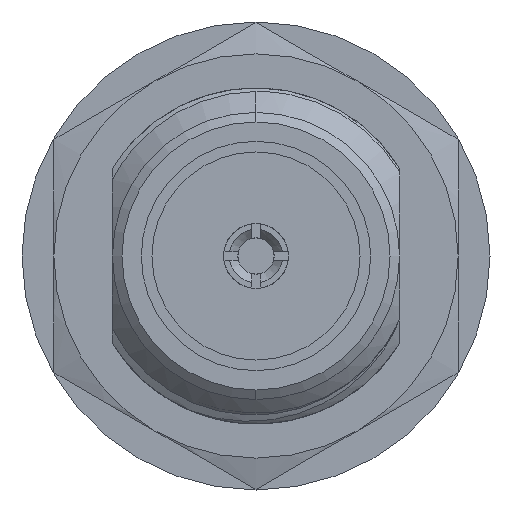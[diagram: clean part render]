
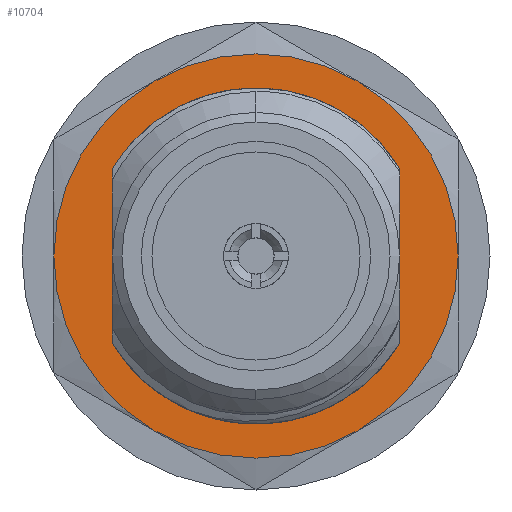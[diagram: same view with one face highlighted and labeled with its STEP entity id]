
A CAD part, left-side view. The second image highlights one B-rep face of the part: STEP entity #10704.
In plain terms, the highlighted planar face has unit normal (-1, 0, 0).
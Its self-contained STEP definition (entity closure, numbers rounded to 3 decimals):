
#925=CARTESIAN_POINT('',(-10.,0.,0.));
#926=DIRECTION('',(1.,0.,0.));
#927=DIRECTION('',(0.,0.392,-0.92));
#928=AXIS2_PLACEMENT_3D('',#925,#926,#927);
#1403=DIRECTION('',(0.,0.,1.));
#1404=VECTOR('',#1403,8.151);
#1405=CARTESIAN_POINT('',(-10.,6.75,-4.105));
#1406=LINE('',#1405,#1404);
#1481=CARTESIAN_POINT('',(-10.,-6.75,-3.423));
#1482=CARTESIAN_POINT('',(-10.,-6.573,-3.798));
#1483=CARTESIAN_POINT('',(-10.,-6.164,-4.51));
#1484=CARTESIAN_POINT('',(-10.,-5.377,-5.475));
#1485=CARTESIAN_POINT('',(-10.,-4.437,-6.307));
#1486=CARTESIAN_POINT('',(-10.,-3.342,-6.992));
#1487=CARTESIAN_POINT('',(-10.,-2.14,-7.484));
#1488=CARTESIAN_POINT('',(-10.,-0.957,-7.754));
#1489=CARTESIAN_POINT('',(-10.,0.143,-7.838));
#1490=CARTESIAN_POINT('',(-10.,1.171,-7.778));
#1491=CARTESIAN_POINT('',(-10.,2.151,-7.594));
#1492=CARTESIAN_POINT('',(-10.,2.784,-7.391));
#1493=CARTESIAN_POINT('',(-10.,3.095,-7.269));
#1629=CARTESIAN_POINT('',(-10.,6.75,4.046));
#1630=CARTESIAN_POINT('',(-10.,6.607,4.27));
#1631=CARTESIAN_POINT('',(-10.,6.289,4.717));
#1632=CARTESIAN_POINT('',(-10.,5.714,5.368));
#1633=CARTESIAN_POINT('',(-10.,5.001,6.009));
#1634=CARTESIAN_POINT('',(-10.,4.105,6.624));
#1635=CARTESIAN_POINT('',(-10.,3.026,7.149));
#1636=CARTESIAN_POINT('',(-10.,1.851,7.504));
#1637=CARTESIAN_POINT('',(-10.,0.618,7.669));
#1638=CARTESIAN_POINT('',(-10.,-0.635,7.632));
#1639=CARTESIAN_POINT('',(-10.,-1.873,7.389));
#1640=CARTESIAN_POINT('',(-10.,-3.054,6.942));
#1641=CARTESIAN_POINT('',(-10.,-4.081,6.347));
#1642=CARTESIAN_POINT('',(-10.,-4.95,5.647));
#1643=CARTESIAN_POINT('',(-10.,-5.681,4.862));
#1644=CARTESIAN_POINT('',(-10.,-6.29,3.985));
#1645=CARTESIAN_POINT('',(-10.,-6.612,3.341));
#1646=CARTESIAN_POINT('',(-10.,-6.75,3.004));
#2558=DIRECTION('',(0.,0.,-1.));
#2559=VECTOR('',#2558,6.427);
#2560=CARTESIAN_POINT('',(-10.,-6.75,3.004));
#2561=LINE('',#2560,#2559);
#4240=CARTESIAN_POINT('',(-10.,-4.75,-8.227));
#4242=CARTESIAN_POINT('',(-10.,0.,0.));
#4243=DIRECTION('',(1.,0.,0.));
#4244=DIRECTION('',(0.,-1.,0.));
#4245=AXIS2_PLACEMENT_3D('',#4242,#4243,#4244);
#4261=CARTESIAN_POINT('',(-10.,-9.5,0.));
#4263=CARTESIAN_POINT('',(-10.,0.,0.));
#4264=DIRECTION('',(1.,0.,0.));
#4265=DIRECTION('',(0.,-0.5,0.866));
#4266=AXIS2_PLACEMENT_3D('',#4263,#4264,#4265);
#4282=CARTESIAN_POINT('',(-10.,9.5,0.));
#4284=CARTESIAN_POINT('',(-10.,0.,0.));
#4285=DIRECTION('',(-1.,0.,0.));
#4286=DIRECTION('',(0.,1.,0.));
#4287=AXIS2_PLACEMENT_3D('',#4284,#4285,#4286);
#4303=CARTESIAN_POINT('',(-10.,4.75,8.227));
#4305=CARTESIAN_POINT('',(-10.,0.,0.));
#4306=DIRECTION('',(-1.,0.,0.));
#4307=DIRECTION('',(0.,0.5,0.866));
#4308=AXIS2_PLACEMENT_3D('',#4305,#4306,#4307);
#4324=CARTESIAN_POINT('',(-10.,-4.75,8.227));
#4326=CARTESIAN_POINT('',(-10.,0.,0.));
#4327=DIRECTION('',(-1.,0.,0.));
#4328=DIRECTION('',(0.,-0.5,0.866));
#4329=AXIS2_PLACEMENT_3D('',#4326,#4327,#4328);
#4374=CARTESIAN_POINT('',(-10.,4.75,-8.227));
#4376=CARTESIAN_POINT('',(-10.,0.,0.));
#4377=DIRECTION('',(-1.,0.,0.));
#4378=DIRECTION('',(0.,0.5,-0.866));
#4379=AXIS2_PLACEMENT_3D('',#4376,#4377,#4378);
#5583=CARTESIAN_POINT('',(-10.,3.095,-7.269));
#5584=CARTESIAN_POINT('',(-10.,6.75,-4.105));
#5585=VERTEX_POINT('',#5583);
#5586=VERTEX_POINT('',#5584);
#5591=VERTEX_POINT('',#1481);
#5592=VERTEX_POINT('',#1629);
#5593=VERTEX_POINT('',#1646);
#5611=VERTEX_POINT('',#4324);
#5613=VERTEX_POINT('',#4261);
#5615=VERTEX_POINT('',#4240);
#5624=VERTEX_POINT('',#4374);
#5626=VERTEX_POINT('',#4282);
#5628=VERTEX_POINT('',#4303);
#10675=CARTESIAN_POINT('',(-10.,0.,0.));
#10676=DIRECTION('',(1.,0.,0.));
#10677=DIRECTION('',(0.,0.,1.));
#10678=AXIS2_PLACEMENT_3D('',#10675,#10676,#10677);
#10679=PLANE('',#10678);
#10681=ORIENTED_EDGE('',*,*,#10680,.F.);
#10683=ORIENTED_EDGE('',*,*,#10682,.T.);
#10685=ORIENTED_EDGE('',*,*,#10684,.T.);
#10687=ORIENTED_EDGE('',*,*,#10686,.F.);
#10689=ORIENTED_EDGE('',*,*,#10688,.F.);
#10691=ORIENTED_EDGE('',*,*,#10690,.F.);
#10692=EDGE_LOOP('',(#10681,#10683,#10685,#10687,#10689,#10691));
#10693=FACE_OUTER_BOUND('',#10692,.F.);
#10694=ORIENTED_EDGE('',*,*,#6153,.F.);
#10696=ORIENTED_EDGE('',*,*,#10695,.F.);
#10698=ORIENTED_EDGE('',*,*,#10697,.F.);
#10700=ORIENTED_EDGE('',*,*,#10699,.F.);
#10701=ORIENTED_EDGE('',*,*,#10404,.F.);
#10702=EDGE_LOOP('',(#10694,#10696,#10698,#10700,#10701));
#10703=FACE_BOUND('',#10702,.F.);
#929=CIRCLE('',#928,7.9);
#1494=B_SPLINE_CURVE_WITH_KNOTS('',3,(#1481,#1482,#1483,#1484,#1485,#1486,#1487,
#1488,#1489,#1490,#1491,#1492,#1493),.UNSPECIFIED.,.F.,.F.,(4,1,1,1,1,1,1,1,1,1,
4),(0.,0.1,0.2,0.3,0.4,0.5,0.6,0.7,0.8,0.9,1.),
.UNSPECIFIED.);
#1647=B_SPLINE_CURVE_WITH_KNOTS('',3,(#1629,#1630,#1631,#1632,#1633,#1634,#1635,
#1636,#1637,#1638,#1639,#1640,#1641,#1642,#1643,#1644,#1645,#1646),
.UNSPECIFIED.,.F.,.F.,(4,1,1,1,1,1,1,1,1,1,1,1,1,1,1,4),(0.,0.067,
0.133,0.2,0.267,0.333,0.4,
0.467,0.533,0.6,0.667,0.733,
0.8,0.867,0.933,1.),.UNSPECIFIED.);
#4246=CIRCLE('',#4245,9.5);
#4267=CIRCLE('',#4266,9.5);
#4288=CIRCLE('',#4287,9.5);
#4309=CIRCLE('',#4308,9.5);
#4330=CIRCLE('',#4329,9.5);
#4380=CIRCLE('',#4379,9.5);
#6153=EDGE_CURVE('',#5585,#5586,#929,.T.);
#10404=EDGE_CURVE('',#5586,#5592,#1406,.T.);
#10680=EDGE_CURVE('',#5611,#5628,#4330,.T.);
#10682=EDGE_CURVE('',#5611,#5613,#4267,.T.);
#10684=EDGE_CURVE('',#5613,#5615,#4246,.T.);
#10686=EDGE_CURVE('',#5624,#5615,#4380,.T.);
#10688=EDGE_CURVE('',#5626,#5624,#4288,.T.);
#10690=EDGE_CURVE('',#5628,#5626,#4309,.T.);
#10695=EDGE_CURVE('',#5591,#5585,#1494,.T.);
#10697=EDGE_CURVE('',#5593,#5591,#2561,.T.);
#10699=EDGE_CURVE('',#5592,#5593,#1647,.T.);
#10704=ADVANCED_FACE('',(#10693,#10703),#10679,.F.);
